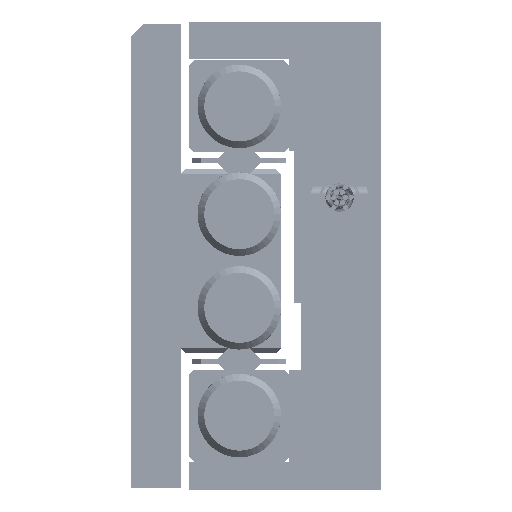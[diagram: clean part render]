
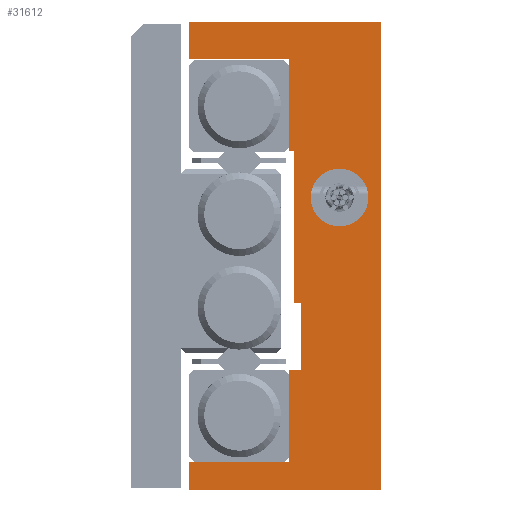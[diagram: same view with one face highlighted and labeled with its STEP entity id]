
A CAD part, left-side view. The second image highlights one B-rep face of the part: STEP entity #31612.
In plain terms, the highlighted planar face has unit normal (-1, 0, 0).
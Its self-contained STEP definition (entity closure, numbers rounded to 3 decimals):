
#927 = PLANE ( 'NONE',  #6699 ) ;
#1423 = ORIENTED_EDGE ( 'NONE', *, *, #28803, .F. ) ;
#2206 = LINE ( 'NONE', #14303, #44831 ) ;
#2406 = AXIS2_PLACEMENT_3D ( 'NONE', #40809, #34326, #34729 ) ;
#3736 = EDGE_CURVE ( 'NONE', #43928, #30830, #61141, .T. ) ;
#4668 = EDGE_CURVE ( 'NONE', #43983, #45114, #14891, .T. ) ;
#4888 = LINE ( 'NONE', #29518, #54689 ) ;
#4964 = LINE ( 'NONE', #72457, #60802 ) ;
#5478 = ORIENTED_EDGE ( 'NONE', *, *, #27721, .F. ) ;
#6328 = ORIENTED_EDGE ( 'NONE', *, *, #50651, .F. ) ;
#6684 = DIRECTION ( 'NONE',  ( 0., -1., 0. ) ) ;
#6699 = AXIS2_PLACEMENT_3D ( 'NONE', #38475, #13411, #20252 ) ;
#6978 = FACE_OUTER_BOUND ( 'NONE', #59330, .T. ) ;
#6994 = CIRCLE ( 'NONE', #27614, 1.727 ) ;
#8167 = CARTESIAN_POINT ( 'NONE',  ( -75., 5.5, 6.3 ) ) ;
#8821 = DIRECTION ( 'NONE',  ( 0., 0., 1. ) ) ;
#8949 = VERTEX_POINT ( 'NONE', #74373 ) ;
#9004 = EDGE_CURVE ( 'NONE', #50001, #43928, #51719, .T. ) ;
#9075 = ORIENTED_EDGE ( 'NONE', *, *, #49916, .F. ) ;
#9133 = LINE ( 'NONE', #15579, #68494 ) ;
#9212 = DIRECTION ( 'NONE',  ( 0., 0., 1. ) ) ;
#10336 = ORIENTED_EDGE ( 'NONE', *, *, #45044, .F. ) ;
#12204 = DIRECTION ( 'NONE',  ( 0., 0., 1. ) ) ;
#13411 = DIRECTION ( 'NONE',  ( 1., 0., 0. ) ) ;
#13874 = EDGE_CURVE ( 'NONE', #8949, #43983, #36578, .T. ) ;
#14303 = CARTESIAN_POINT ( 'NONE',  ( -75., 5.5, -14. ) ) ;
#14891 = LINE ( 'NONE', #76730, #33234 ) ;
#15505 = ORIENTED_EDGE ( 'NONE', *, *, #9004, .F. ) ;
#15579 = CARTESIAN_POINT ( 'NONE',  ( -75., 5.5, -14. ) ) ;
#15804 = LINE ( 'NONE', #26723, #41828 ) ;
#17559 = VERTEX_POINT ( 'NONE', #44901 ) ;
#17659 = DIRECTION ( 'NONE',  ( 0., 0., 1. ) ) ;
#17735 = CARTESIAN_POINT ( 'NONE',  ( -75., 2.5, 5.227 ) ) ;
#18051 = VERTEX_POINT ( 'NONE', #17735 ) ;
#18337 = ORIENTED_EDGE ( 'NONE', *, *, #20666, .F. ) ;
#18928 = CARTESIAN_POINT ( 'NONE',  ( -75., 11.5, 11.8 ) ) ;
#19467 = FACE_BOUND ( 'NONE', #51685, .T. ) ;
#19571 = ORIENTED_EDGE ( 'NONE', *, *, #4668, .T. ) ;
#19630 = VERTEX_POINT ( 'NONE', #18928 ) ;
#20252 = DIRECTION ( 'NONE',  ( 0., 0., -1. ) ) ;
#20666 = EDGE_CURVE ( 'NONE', #8949, #50001, #9133, .T. ) ;
#21498 = CARTESIAN_POINT ( 'NONE',  ( -75., 11.5, -12.3 ) ) ;
#22193 = CARTESIAN_POINT ( 'NONE',  ( -75., 11.5, -14. ) ) ;
#26225 = CARTESIAN_POINT ( 'NONE',  ( -75., 4.8, -2.8 ) ) ;
#26335 = CARTESIAN_POINT ( 'NONE',  ( -75., 0., -14. ) ) ;
#26723 = CARTESIAN_POINT ( 'NONE',  ( -75., 5.5, 11.8 ) ) ;
#27614 = AXIS2_PLACEMENT_3D ( 'NONE', #64173, #64577, #9212 ) ;
#27721 = EDGE_CURVE ( 'NONE', #30830, #39205, #4888, .T. ) ;
#28024 = EDGE_CURVE ( 'NONE', #29899, #19630, #69880, .T. ) ;
#28803 = EDGE_CURVE ( 'NONE', #18051, #45526, #6994, .T. ) ;
#29191 = DIRECTION ( 'NONE',  ( 0., 0., 1. ) ) ;
#29518 = CARTESIAN_POINT ( 'NONE',  ( -75., 4.8, -2.8 ) ) ;
#29899 = VERTEX_POINT ( 'NONE', #51070 ) ;
#30830 = VERTEX_POINT ( 'NONE', #26225 ) ;
#31612 = ADVANCED_FACE ( 'NONE', ( #19467, #6978 ), #927, .F. ) ;
#31721 = VERTEX_POINT ( 'NONE', #26335 ) ;
#31922 = CARTESIAN_POINT ( 'NONE',  ( -75., 11.5, 14. ) ) ;
#33175 = DIRECTION ( 'NONE',  ( 0., -1., 0. ) ) ;
#33234 = VECTOR ( 'NONE', #51301, 1000. ) ;
#34326 = DIRECTION ( 'NONE',  ( -1., 0., 0. ) ) ;
#34729 = DIRECTION ( 'NONE',  ( 0., 0., 1. ) ) ;
#35088 = VECTOR ( 'NONE', #17659, 1000. ) ;
#35687 = CARTESIAN_POINT ( 'NONE',  ( -75., 2.5, 1.773 ) ) ;
#36303 = VECTOR ( 'NONE', #46913, 1000. ) ;
#36578 = LINE ( 'NONE', #41874, #65381 ) ;
#37390 = ORIENTED_EDGE ( 'NONE', *, *, #58510, .F. ) ;
#37457 = LINE ( 'NONE', #54462, #35088 ) ;
#38475 = CARTESIAN_POINT ( 'NONE',  ( -75., 5.5, -14. ) ) ;
#39205 = VERTEX_POINT ( 'NONE', #59180 ) ;
#39649 = VECTOR ( 'NONE', #12204, 1000. ) ;
#40809 = CARTESIAN_POINT ( 'NONE',  ( -75., 2.5, 3.5 ) ) ;
#41828 = VECTOR ( 'NONE', #33175, 1000. ) ;
#41874 = CARTESIAN_POINT ( 'NONE',  ( -75., 5.5, -12.3 ) ) ;
#42630 = ORIENTED_EDGE ( 'NONE', *, *, #76774, .T. ) ;
#43928 = VERTEX_POINT ( 'NONE', #44989 ) ;
#43983 = VERTEX_POINT ( 'NONE', #21498 ) ;
#44717 = VECTOR ( 'NONE', #64740, 1000. ) ;
#44831 = VECTOR ( 'NONE', #6684, 1000. ) ;
#44901 = CARTESIAN_POINT ( 'NONE',  ( -75., 5.2, 6.3 ) ) ;
#44989 = CARTESIAN_POINT ( 'NONE',  ( -75., 4.8, -6.8 ) ) ;
#45044 = EDGE_CURVE ( 'NONE', #45526, #18051, #70840, .T. ) ;
#45114 = VERTEX_POINT ( 'NONE', #22193 ) ;
#45457 = VECTOR ( 'NONE', #69898, 1000. ) ;
#45526 = VERTEX_POINT ( 'NONE', #35687 ) ;
#46913 = DIRECTION ( 'NONE',  ( 0., -1., 0. ) ) ;
#47206 = LINE ( 'NONE', #70232, #53560 ) ;
#49203 = ORIENTED_EDGE ( 'NONE', *, *, #3736, .F. ) ;
#49916 = EDGE_CURVE ( 'NONE', #71696, #79812, #4964, .T. ) ;
#50001 = VERTEX_POINT ( 'NONE', #54654 ) ;
#50651 = EDGE_CURVE ( 'NONE', #29899, #77018, #78403, .T. ) ;
#51070 = CARTESIAN_POINT ( 'NONE',  ( -75., 11.5, 14. ) ) ;
#51301 = DIRECTION ( 'NONE',  ( 0., 0., -1. ) ) ;
#51685 = EDGE_LOOP ( 'NONE', ( #1423, #10336 ) ) ;
#51700 = DIRECTION ( 'NONE',  ( 0., 0., -1. ) ) ;
#51717 = EDGE_CURVE ( 'NONE', #31721, #77018, #37457, .T. ) ;
#51719 = LINE ( 'NONE', #58604, #45457 ) ;
#52868 = ORIENTED_EDGE ( 'NONE', *, *, #70986, .T. ) ;
#53471 = VECTOR ( 'NONE', #51700, 1000. ) ;
#53560 = VECTOR ( 'NONE', #8821, 1000. ) ;
#53602 = DIRECTION ( 'NONE',  ( 0., 1., 0. ) ) ;
#53680 = CARTESIAN_POINT ( 'NONE',  ( -75., 5.5, 6.3 ) ) ;
#54462 = CARTESIAN_POINT ( 'NONE',  ( -75., 0., -14. ) ) ;
#54654 = CARTESIAN_POINT ( 'NONE',  ( -75., 5.5, -6.8 ) ) ;
#54689 = VECTOR ( 'NONE', #78820, 1000. ) ;
#55074 = CARTESIAN_POINT ( 'NONE',  ( -75., 4.8, -6.8 ) ) ;
#58510 = EDGE_CURVE ( 'NONE', #39205, #17559, #47206, .T. ) ;
#58604 = CARTESIAN_POINT ( 'NONE',  ( -75., 5.5, -6.8 ) ) ;
#59180 = CARTESIAN_POINT ( 'NONE',  ( -75., 5.2, -2.8 ) ) ;
#59330 = EDGE_LOOP ( 'NONE', ( #49203, #15505, #18337, #65736, #19571, #42630, #63708, #6328, #76603, #52868, #9075, #77450, #37390, #5478 ) ) ;
#60802 = VECTOR ( 'NONE', #29191, 1000. ) ;
#61141 = LINE ( 'NONE', #55074, #39649 ) ;
#63708 = ORIENTED_EDGE ( 'NONE', *, *, #51717, .T. ) ;
#64173 = CARTESIAN_POINT ( 'NONE',  ( -75., 2.5, 3.5 ) ) ;
#64577 = DIRECTION ( 'NONE',  ( -1., 0., 0. ) ) ;
#64740 = DIRECTION ( 'NONE',  ( 0., 1., 0. ) ) ;
#65381 = VECTOR ( 'NONE', #53602, 1000. ) ;
#65736 = ORIENTED_EDGE ( 'NONE', *, *, #13874, .T. ) ;
#68494 = VECTOR ( 'NONE', #70553, 1000. ) ;
#69880 = LINE ( 'NONE', #31922, #53471 ) ;
#69898 = DIRECTION ( 'NONE',  ( 0., -1., 0. ) ) ;
#70232 = CARTESIAN_POINT ( 'NONE',  ( -75., 5.2, 6.3 ) ) ;
#70553 = DIRECTION ( 'NONE',  ( 0., 0., 1. ) ) ;
#70840 = CIRCLE ( 'NONE', #2406, 1.727 ) ;
#70924 = CARTESIAN_POINT ( 'NONE',  ( -75., 5.5, 11.8 ) ) ;
#70986 = EDGE_CURVE ( 'NONE', #19630, #79812, #15804, .T. ) ;
#71307 = CARTESIAN_POINT ( 'NONE',  ( -75., 0., 14. ) ) ;
#71696 = VERTEX_POINT ( 'NONE', #53680 ) ;
#72457 = CARTESIAN_POINT ( 'NONE',  ( -75., 5.5, -14. ) ) ;
#74373 = CARTESIAN_POINT ( 'NONE',  ( -75., 5.5, -12.3 ) ) ;
#75148 = EDGE_CURVE ( 'NONE', #17559, #71696, #77259, .T. ) ;
#76603 = ORIENTED_EDGE ( 'NONE', *, *, #28024, .T. ) ;
#76730 = CARTESIAN_POINT ( 'NONE',  ( -75., 11.5, -14. ) ) ;
#76774 = EDGE_CURVE ( 'NONE', #45114, #31721, #2206, .T. ) ;
#77018 = VERTEX_POINT ( 'NONE', #71307 ) ;
#77259 = LINE ( 'NONE', #8167, #44717 ) ;
#77450 = ORIENTED_EDGE ( 'NONE', *, *, #75148, .F. ) ;
#77615 = CARTESIAN_POINT ( 'NONE',  ( -75., 5.5, 14. ) ) ;
#78403 = LINE ( 'NONE', #77615, #36303 ) ;
#78820 = DIRECTION ( 'NONE',  ( 0., 1., 0. ) ) ;
#79812 = VERTEX_POINT ( 'NONE', #70924 ) ;
